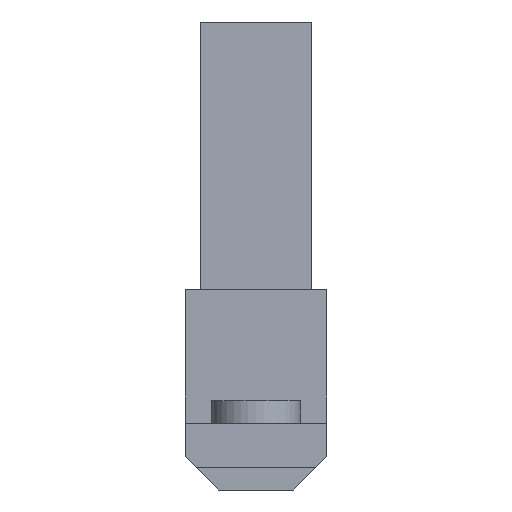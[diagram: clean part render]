
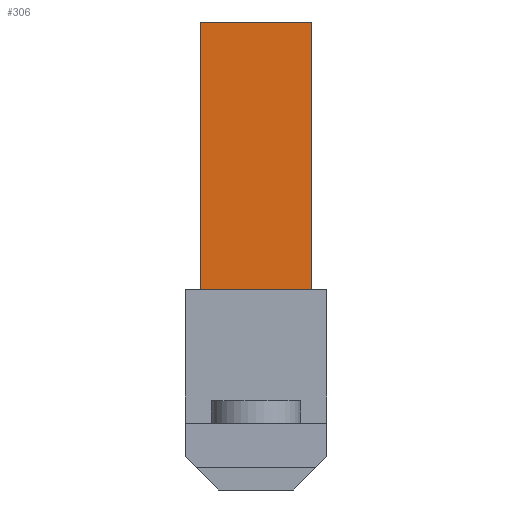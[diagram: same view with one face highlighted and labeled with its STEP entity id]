
A CAD part, left-side view. The second image highlights one B-rep face of the part: STEP entity #306.
In plain terms, the highlighted planar face has unit normal (-1, 0, 0).
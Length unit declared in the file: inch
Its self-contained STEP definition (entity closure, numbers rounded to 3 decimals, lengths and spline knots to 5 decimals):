
#17=PLANE('',#347);
#34=FACE_OUTER_BOUND('',#51,.T.);
#51=EDGE_LOOP('',(#224,#225,#226,#227));
#68=LINE('',#453,#108);
#69=LINE('',#455,#109);
#70=LINE('',#457,#110);
#71=LINE('',#458,#111);
#108=VECTOR('',#375,0.3937);
#109=VECTOR('',#376,0.3937);
#110=VECTOR('',#377,0.3937);
#111=VECTOR('',#378,0.3937);
#151=VERTEX_POINT('',#451);
#152=VERTEX_POINT('',#452);
#153=VERTEX_POINT('',#454);
#154=VERTEX_POINT('',#456);
#180=EDGE_CURVE('',#151,#152,#68,.T.);
#181=EDGE_CURVE('',#151,#153,#69,.T.);
#182=EDGE_CURVE('',#154,#153,#70,.T.);
#183=EDGE_CURVE('',#152,#154,#71,.T.);
#224=ORIENTED_EDGE('',*,*,#180,.F.);
#225=ORIENTED_EDGE('',*,*,#181,.T.);
#226=ORIENTED_EDGE('',*,*,#182,.F.);
#227=ORIENTED_EDGE('',*,*,#183,.F.);
#306=ADVANCED_FACE('',(#34),#17,.T.);
#347=AXIS2_PLACEMENT_3D('',#450,#373,#374);
#373=DIRECTION('center_axis',(-1.,0.,0.));
#374=DIRECTION('ref_axis',(0.,-1.,0.));
#375=DIRECTION('',(0.,1.,0.));
#376=DIRECTION('',(0.,0.,1.));
#377=DIRECTION('',(0.,-1.,0.));
#378=DIRECTION('',(0.,0.,1.));
#450=CARTESIAN_POINT('Origin',(0.27559,0.04921,0.17717));
#451=CARTESIAN_POINT('',(0.27559,-0.04921,0.17717));
#452=CARTESIAN_POINT('',(0.27559,0.04921,0.17717));
#453=CARTESIAN_POINT('',(0.27559,0.02461,0.17717));
#454=CARTESIAN_POINT('',(0.27559,-0.04921,0.41339));
#455=CARTESIAN_POINT('',(0.27559,-0.04921,0.17717));
#456=CARTESIAN_POINT('',(0.27559,0.04921,0.41339));
#457=CARTESIAN_POINT('',(0.27559,0.04921,0.41339));
#458=CARTESIAN_POINT('',(0.27559,0.04921,0.17717));
